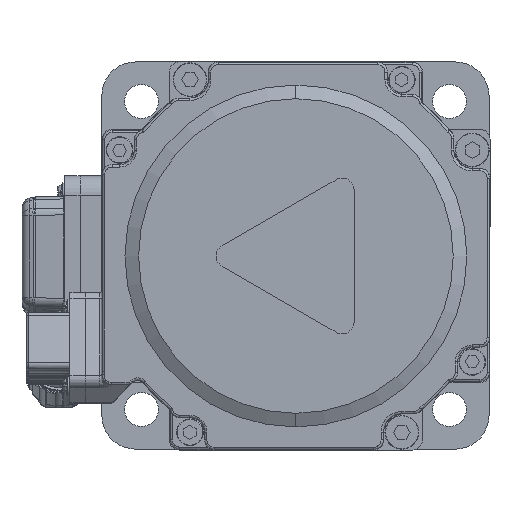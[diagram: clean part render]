
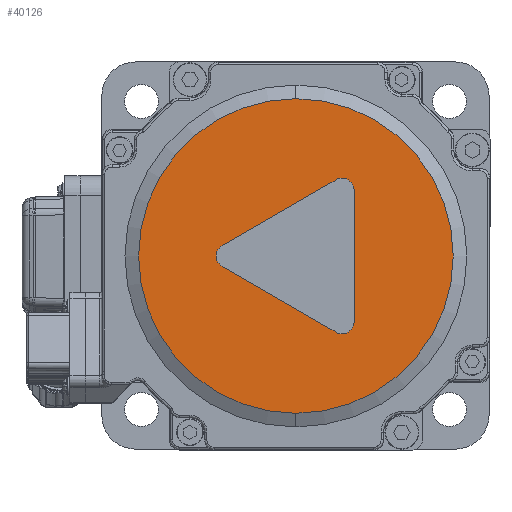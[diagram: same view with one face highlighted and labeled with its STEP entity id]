
A CAD part, left-side view. The second image highlights one B-rep face of the part: STEP entity #40126.
In plain terms, the highlighted face is planar.
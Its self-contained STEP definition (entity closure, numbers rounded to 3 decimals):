
#712 = DIRECTION ( 'NONE',  ( -1., 0., 0. ) ) ;
#774 = DIRECTION ( 'NONE',  ( 0., 0.866, -0.5 ) ) ;
#5615 = VERTEX_POINT ( 'NONE', #20639 ) ;
#6023 = DIRECTION ( 'NONE',  ( 0., 0., 1. ) ) ;
#7400 = EDGE_CURVE ( 'NONE', #93155, #5615, #83689, .T. ) ;
#7475 = ORIENTED_EDGE ( 'NONE', *, *, #41614, .T. ) ;
#7993 = AXIS2_PLACEMENT_3D ( 'NONE', #13268, #68094, #21137 ) ;
#10055 = CARTESIAN_POINT ( 'NONE',  ( 60., -9.535, 16.07 ) ) ;
#10157 = ORIENTED_EDGE ( 'NONE', *, *, #93099, .T. ) ;
#12393 = CARTESIAN_POINT ( 'NONE',  ( 60., 0., 0. ) ) ;
#12589 = AXIS2_PLACEMENT_3D ( 'NONE', #43875, #98724, #51754 ) ;
#13268 = CARTESIAN_POINT ( 'NONE',  ( 60., -9.535, 13.57 ) ) ;
#14477 = CARTESIAN_POINT ( 'NONE',  ( 60., 15.219, 2.165 ) ) ;
#15177 = EDGE_CURVE ( 'NONE', #79305, #39421, #32383, .T. ) ;
#15733 = AXIS2_PLACEMENT_3D ( 'NONE', #71441, #24484, #79288 ) ;
#16618 = CIRCLE ( 'NONE', #12589, 2.5 ) ;
#20233 = DIRECTION ( 'NONE',  ( 0., 0., 1. ) ) ;
#20551 = ORIENTED_EDGE ( 'NONE', *, *, #33506, .T. ) ;
#20639 = CARTESIAN_POINT ( 'NONE',  ( 60., -12.035, -13.57 ) ) ;
#21137 = DIRECTION ( 'NONE',  ( 0., 0., 1. ) ) ;
#21793 = LINE ( 'NONE', #85481, #81898 ) ;
#24484 = DIRECTION ( 'NONE',  ( -1., 0., 0. ) ) ;
#26849 = CARTESIAN_POINT ( 'NONE',  ( 60., 0., 0. ) ) ;
#27705 = AXIS2_PLACEMENT_3D ( 'NONE', #12393, #67212, #20233 ) ;
#28733 = VERTEX_POINT ( 'NONE', #73977 ) ;
#30490 = CARTESIAN_POINT ( 'NONE',  ( 60., -12.035, 0. ) ) ;
#30697 = DIRECTION ( 'NONE',  ( 0., -0.866, -0.5 ) ) ;
#30929 = EDGE_CURVE ( 'NONE', #28733, #93155, #21793, .T. ) ;
#31581 = ORIENTED_EDGE ( 'NONE', *, *, #15177, .T. ) ;
#32383 = CIRCLE ( 'NONE', #68151, 2.5 ) ;
#32516 = EDGE_CURVE ( 'NONE', #34348, #79305, #35236, .T. ) ;
#33506 = EDGE_CURVE ( 'NONE', #66450, #28733, #16618, .T. ) ;
#34348 = VERTEX_POINT ( 'NONE', #66976 ) ;
#34776 = DIRECTION ( 'NONE',  ( 0., 0., -1. ) ) ;
#35236 = CIRCLE ( 'NONE', #7993, 2.5 ) ;
#36044 = EDGE_LOOP ( 'NONE', ( #7475, #54366, #31581, #10157, #20551, #60153, #63724 ) ) ;
#36196 = ORIENTED_EDGE ( 'NONE', *, *, #55661, .F. ) ;
#37984 = AXIS2_PLACEMENT_3D ( 'NONE', #26849, #81690, #34776 ) ;
#39421 = VERTEX_POINT ( 'NONE', #87338 ) ;
#40126 = ADVANCED_FACE ( 'NONE', ( #84668, #82213 ), #50164, .T. ) ;
#41242 = VERTEX_POINT ( 'NONE', #89474 ) ;
#41614 = EDGE_CURVE ( 'NONE', #5615, #34348, #86852, .T. ) ;
#42176 = LINE ( 'NONE', #63362, #81397 ) ;
#43875 = CARTESIAN_POINT ( 'NONE',  ( 60., 13.969, 0. ) ) ;
#47555 = CARTESIAN_POINT ( 'NONE',  ( 60., -9.535, 13.57 ) ) ;
#50164 = PLANE ( 'NONE',  #37984 ) ;
#51754 = DIRECTION ( 'NONE',  ( 0., 0., 1. ) ) ;
#52915 = DIRECTION ( 'NONE',  ( -1., 0., 0. ) ) ;
#54366 = ORIENTED_EDGE ( 'NONE', *, *, #32516, .T. ) ;
#55427 = DIRECTION ( 'NONE',  ( 0., 0., 1. ) ) ;
#55661 = EDGE_CURVE ( 'NONE', #78181, #41242, #85828, .T. ) ;
#57304 = EDGE_LOOP ( 'NONE', ( #36196, #81067 ) ) ;
#58421 = AXIS2_PLACEMENT_3D ( 'NONE', #99912, #52915, #6023 ) ;
#60153 = ORIENTED_EDGE ( 'NONE', *, *, #30929, .T. ) ;
#63362 = CARTESIAN_POINT ( 'NONE',  ( 60., -8.285, 15.735 ) ) ;
#63488 = EDGE_CURVE ( 'NONE', #41242, #78181, #97231, .T. ) ;
#63724 = ORIENTED_EDGE ( 'NONE', *, *, #7400, .T. ) ;
#66450 = VERTEX_POINT ( 'NONE', #14477 ) ;
#66976 = CARTESIAN_POINT ( 'NONE',  ( 60., -12.035, 13.57 ) ) ;
#67212 = DIRECTION ( 'NONE',  ( -1., 0., 0. ) ) ;
#68094 = DIRECTION ( 'NONE',  ( -1., 0., 0. ) ) ;
#68151 = AXIS2_PLACEMENT_3D ( 'NONE', #47555, #712, #55427 ) ;
#70938 = CARTESIAN_POINT ( 'NONE',  ( 60., 0., 32.5 ) ) ;
#71441 = CARTESIAN_POINT ( 'NONE',  ( 60., -9.535, -13.57 ) ) ;
#73977 = CARTESIAN_POINT ( 'NONE',  ( 60., 15.219, -2.165 ) ) ;
#78181 = VERTEX_POINT ( 'NONE', #70938 ) ;
#79288 = DIRECTION ( 'NONE',  ( 0., 0., 1. ) ) ;
#79305 = VERTEX_POINT ( 'NONE', #10055 ) ;
#81067 = ORIENTED_EDGE ( 'NONE', *, *, #63488, .F. ) ;
#81397 = VECTOR ( 'NONE', #774, 1000. ) ;
#81690 = DIRECTION ( 'NONE',  ( 1., 0., 0. ) ) ;
#81898 = VECTOR ( 'NONE', #30697, 1000. ) ;
#82213 = FACE_OUTER_BOUND ( 'NONE', #57304, .T. ) ;
#83689 = CIRCLE ( 'NONE', #15733, 2.5 ) ;
#84372 = VECTOR ( 'NONE', #93158, 1000. ) ;
#84668 = FACE_BOUND ( 'NONE', #36044, .T. ) ;
#85481 = CARTESIAN_POINT ( 'NONE',  ( 60., 15.219, -2.165 ) ) ;
#85828 = CIRCLE ( 'NONE', #27705, 32.5 ) ;
#86852 = LINE ( 'NONE', #30490, #84372 ) ;
#87338 = CARTESIAN_POINT ( 'NONE',  ( 60., -8.285, 15.735 ) ) ;
#87369 = CARTESIAN_POINT ( 'NONE',  ( 60., -8.285, -15.735 ) ) ;
#89474 = CARTESIAN_POINT ( 'NONE',  ( 60., 0., -32.5 ) ) ;
#93099 = EDGE_CURVE ( 'NONE', #39421, #66450, #42176, .T. ) ;
#93155 = VERTEX_POINT ( 'NONE', #87369 ) ;
#93158 = DIRECTION ( 'NONE',  ( 0., 0., 1. ) ) ;
#97231 = CIRCLE ( 'NONE', #58421, 32.5 ) ;
#98724 = DIRECTION ( 'NONE',  ( -1., 0., 0. ) ) ;
#99912 = CARTESIAN_POINT ( 'NONE',  ( 60., 0., 0. ) ) ;
